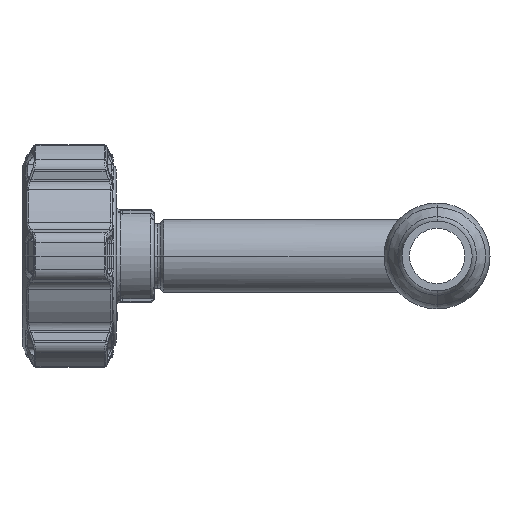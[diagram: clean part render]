
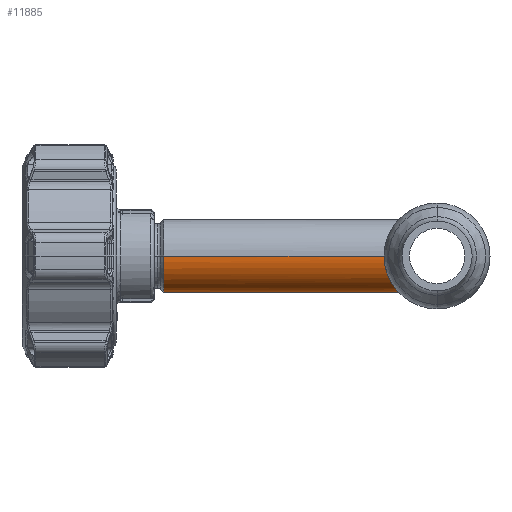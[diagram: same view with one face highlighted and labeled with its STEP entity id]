
A CAD part, left-side view. The second image highlights one B-rep face of the part: STEP entity #11885.
In plain terms, the highlighted cylindrical face has radius 9 mm (diameter 18 mm), a partial arc.
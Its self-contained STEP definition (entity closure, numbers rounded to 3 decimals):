
#1228 = CARTESIAN_POINT ( 'NONE',  ( -4.557, 10.421, -7.782 ) ) ;
#1543 = CARTESIAN_POINT ( 'NONE',  ( 5.931, 11.094, -6.793 ) ) ;
#1695 = CARTESIAN_POINT ( 'NONE',  ( -2.978, 9.838, -8.498 ) ) ;
#1839 = CARTESIAN_POINT ( 'NONE',  ( 0., 0., 0. ) ) ;
#1847 = CARTESIAN_POINT ( 'NONE',  ( -1.528, 9.5, -8.874 ) ) ;
#1899 = B_SPLINE_CURVE_WITH_KNOTS ( 'NONE', 3,
 ( #26265, #20972, #15984, #6491, #16306, #20817, #6341, #30664, #16153, #4075, #25956, #13732, #30987, #23692, #23540, #1543, #4244, #6649, #13423, #18869, #14055, #23849, #8922, #18710, #28558, #3606, #26108, #6163, #28875, #25798, #1847, #13889, #11654, #1695, #11496, #21286, #1228, #9238, #9077, #21453, #23231, #3767, #13581, #8604, #11022, #6805, #29023, #7294 ),
 .UNSPECIFIED., .F., .F.,
 ( 4, 2, 2, 2, 2, 2, 2, 2, 2, 2, 2, 2, 2, 2, 2, 2, 2, 2, 2, 2, 2, 2, 2, 4 ),
 ( 0.029, 0.03, 0.031, 0.033, 0.034, 0.035, 0.036, 0.036, 0.038, 0.039, 0.04, 0.041, 0.042, 0.044, 0.045, 0.046, 0.047, 0.047, 0.049, 0.051, 0.053, 0.055, 0.057, 0.058 ),
 .UNSPECIFIED. ) ;
#2381 = AXIS2_PLACEMENT_3D ( 'NONE', #1839, #4386, #16144 ) ;
#3606 = CARTESIAN_POINT ( 'NONE',  ( 1.214, 9.441, -8.938 ) ) ;
#3715 = ORIENTED_EDGE ( 'NONE', *, *, #11130, .T. ) ;
#3767 = CARTESIAN_POINT ( 'NONE',  ( -7.768, 12.177, -4.582 ) ) ;
#4075 = CARTESIAN_POINT ( 'NONE',  ( 7.749, 12.167, -4.586 ) ) ;
#4244 = CARTESIAN_POINT ( 'NONE',  ( 5.495, 10.864, -7.151 ) ) ;
#4386 = DIRECTION ( 'NONE',  ( 0., -1., 0. ) ) ;
#5536 = AXIS2_PLACEMENT_3D ( 'NONE', #8826, #28779, #18628 ) ;
#5777 = CARTESIAN_POINT ( 'NONE',  ( 9., 13., 0. ) ) ;
#6163 = CARTESIAN_POINT ( 'NONE',  ( -0.315, 9.381, -9. ) ) ;
#6341 = CARTESIAN_POINT ( 'NONE',  ( 8.512, 12.666, -2.985 ) ) ;
#6491 = CARTESIAN_POINT ( 'NONE',  ( 8.923, 12.947, -1.216 ) ) ;
#6649 = CARTESIAN_POINT ( 'NONE',  ( 4.785, 10.529, -7.628 ) ) ;
#6805 = CARTESIAN_POINT ( 'NONE',  ( -8.937, 12.956, -1.224 ) ) ;
#7010 = EDGE_CURVE ( 'NONE', #22566, #25927, #30147, .T. ) ;
#7294 = CARTESIAN_POINT ( 'NONE',  ( -9., 13., 0. ) ) ;
#8604 = CARTESIAN_POINT ( 'NONE',  ( -8.509, 12.664, -2.992 ) ) ;
#8826 = CARTESIAN_POINT ( 'NONE',  ( 0., 67.169, 0. ) ) ;
#8922 = CARTESIAN_POINT ( 'NONE',  ( 2.961, 9.833, -8.504 ) ) ;
#9077 = CARTESIAN_POINT ( 'NONE',  ( -5.945, 11.101, -6.781 ) ) ;
#9238 = CARTESIAN_POINT ( 'NONE',  ( -5.508, 10.87, -7.141 ) ) ;
#9586 = DIRECTION ( 'NONE',  ( 0., -1., 0. ) ) ;
#10522 = CARTESIAN_POINT ( 'NONE',  ( -9., 67.169, 0. ) ) ;
#10534 = CARTESIAN_POINT ( 'NONE',  ( -9., 13., 0. ) ) ;
#11022 = CARTESIAN_POINT ( 'NONE',  ( -8.693, 12.789, -2.408 ) ) ;
#11130 = EDGE_CURVE ( 'NONE', #19460, #25927, #1899, .T. ) ;
#11496 = CARTESIAN_POINT ( 'NONE',  ( -3.252, 9.925, -8.397 ) ) ;
#11654 = CARTESIAN_POINT ( 'NONE',  ( -2.411, 9.682, -8.676 ) ) ;
#11885 = ADVANCED_FACE ( 'NONE', ( #22611 ), #12947, .T. ) ;
#12947 = CYLINDRICAL_SURFACE ( 'NONE', #2381, 9. ) ;
#13423 = CARTESIAN_POINT ( 'NONE',  ( 4.538, 10.418, -7.778 ) ) ;
#13581 = CARTESIAN_POINT ( 'NONE',  ( -8.046, 12.358, -4.075 ) ) ;
#13732 = CARTESIAN_POINT ( 'NONE',  ( 7.273, 11.869, -5.31 ) ) ;
#13889 = CARTESIAN_POINT ( 'NONE',  ( -2.118, 9.613, -8.752 ) ) ;
#14055 = CARTESIAN_POINT ( 'NONE',  ( 3.77, 10.107, -8.177 ) ) ;
#15149 = VECTOR ( 'NONE', #25739, 1000. ) ;
#15984 = CARTESIAN_POINT ( 'NONE',  ( 8.985, 12.989, -0.608 ) ) ;
#16144 = DIRECTION ( 'NONE',  ( -1., 0., 0. ) ) ;
#16153 = CARTESIAN_POINT ( 'NONE',  ( 8.031, 12.348, -4.073 ) ) ;
#16306 = CARTESIAN_POINT ( 'NONE',  ( 8.876, 12.914, -1.521 ) ) ;
#16587 = ORIENTED_EDGE ( 'NONE', *, *, #27141, .T. ) ;
#18628 = DIRECTION ( 'NONE',  ( -1., 0., 0. ) ) ;
#18710 = CARTESIAN_POINT ( 'NONE',  ( 2.396, 9.678, -8.68 ) ) ;
#18869 = CARTESIAN_POINT ( 'NONE',  ( 4.03, 10.207, -8.052 ) ) ;
#19460 = VERTEX_POINT ( 'NONE', #5777 ) ;
#20817 = CARTESIAN_POINT ( 'NONE',  ( 8.691, 12.788, -2.414 ) ) ;
#20972 = CARTESIAN_POINT ( 'NONE',  ( 9., 13., -0.304 ) ) ;
#20996 = VECTOR ( 'NONE', #9586, 1000. ) ;
#21286 = CARTESIAN_POINT ( 'NONE',  ( -4.053, 10.207, -8.057 ) ) ;
#21444 = CIRCLE ( 'NONE', #5536, 9. ) ;
#21453 = CARTESIAN_POINT ( 'NONE',  ( -6.75, 11.552, -5.98 ) ) ;
#22566 = VERTEX_POINT ( 'NONE', #10522 ) ;
#22611 = FACE_OUTER_BOUND ( 'NONE', #29018, .T. ) ;
#23018 = CARTESIAN_POINT ( 'NONE',  ( 9., 67.169, 0. ) ) ;
#23231 = CARTESIAN_POINT ( 'NONE',  ( -7.121, 11.775, -5.534 ) ) ;
#23475 = CARTESIAN_POINT ( 'NONE',  ( -9., 0., 0. ) ) ;
#23540 = CARTESIAN_POINT ( 'NONE',  ( 6.537, 11.433, -6.193 ) ) ;
#23692 = CARTESIAN_POINT ( 'NONE',  ( 6.731, 11.545, -5.981 ) ) ;
#23849 = CARTESIAN_POINT ( 'NONE',  ( 3.235, 9.92, -8.403 ) ) ;
#24803 = VERTEX_POINT ( 'NONE', #23018 ) ;
#25739 = DIRECTION ( 'NONE',  ( 0., -1., 0. ) ) ;
#25798 = CARTESIAN_POINT ( 'NONE',  ( -1.229, 9.456, -8.921 ) ) ;
#25927 = VERTEX_POINT ( 'NONE', #10534 ) ;
#25956 = CARTESIAN_POINT ( 'NONE',  ( 7.598, 12.071, -4.833 ) ) ;
#26108 = CARTESIAN_POINT ( 'NONE',  ( 0.61, 9.38, -9. ) ) ;
#26265 = CARTESIAN_POINT ( 'NONE',  ( 9., 13., 0. ) ) ;
#26780 = CARTESIAN_POINT ( 'NONE',  ( 9., 0., 0. ) ) ;
#27141 = EDGE_CURVE ( 'NONE', #22566, #24803, #21444, .T. ) ;
#27408 = ORIENTED_EDGE ( 'NONE', *, *, #7010, .F. ) ;
#28472 = ORIENTED_EDGE ( 'NONE', *, *, #28540, .T. ) ;
#28540 = EDGE_CURVE ( 'NONE', #24803, #19460, #31653, .T. ) ;
#28558 = CARTESIAN_POINT ( 'NONE',  ( 2.103, 9.609, -8.756 ) ) ;
#28779 = DIRECTION ( 'NONE',  ( 0., -1., 0. ) ) ;
#28875 = CARTESIAN_POINT ( 'NONE',  ( -0.624, 9.397, -8.983 ) ) ;
#29018 = EDGE_LOOP ( 'NONE', ( #16587, #28472, #3715, #27408 ) ) ;
#29023 = CARTESIAN_POINT ( 'NONE',  ( -9., 13., -0.617 ) ) ;
#30147 = LINE ( 'NONE', #23475, #15149 ) ;
#30664 = CARTESIAN_POINT ( 'NONE',  ( 8.161, 12.434, -3.806 ) ) ;
#30987 = CARTESIAN_POINT ( 'NONE',  ( 7.099, 11.764, -5.539 ) ) ;
#31653 = LINE ( 'NONE', #26780, #20996 ) ;
